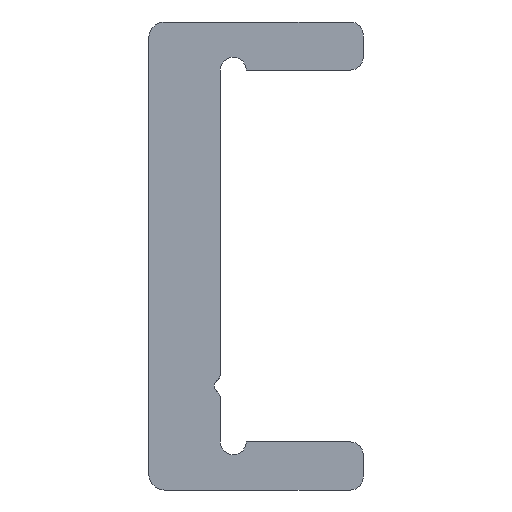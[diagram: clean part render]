
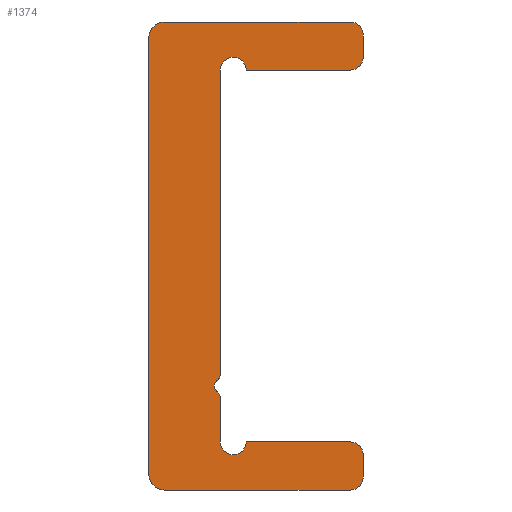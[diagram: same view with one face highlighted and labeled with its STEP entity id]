
A CAD part, left-side view. The second image highlights one B-rep face of the part: STEP entity #1374.
In plain terms, the highlighted planar face has unit normal (-1, 0, 0).
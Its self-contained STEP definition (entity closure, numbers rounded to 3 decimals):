
#602=CARTESIAN_POINT('',(0.0,1.375,-4.567));
#603=VERTEX_POINT('',#602);
#610=CARTESIAN_POINT('',(0.0,1.5,-4.783));
#611=VERTEX_POINT('',#610);
#612=CARTESIAN_POINT('',(0.0,1.625,-4.567));
#613=DIRECTION('',(1.0,0.0,0.0));
#614=DIRECTION('',(0.0,-1.0,0.0));
#615=AXIS2_PLACEMENT_3D('',#612,#613,#614);
#616=CIRCLE('',#615,0.25);
#617=EDGE_CURVE('',#603,#611,#616,.T.);
#727=CARTESIAN_POINT('',(0.0,1.375,7.15));
#728=VERTEX_POINT('',#727);
#735=CARTESIAN_POINT('',(0.0,1.375,7.15));
#736=DIRECTION('',(0.0,0.0,-1.0));
#737=VECTOR('',#736,11.717);
#738=LINE('',#735,#737);
#739=EDGE_CURVE('',#728,#603,#738,.T.);
#773=CARTESIAN_POINT('',(0.0,-4.125,-8.5));
#774=VERTEX_POINT('',#773);
#781=CARTESIAN_POINT('',(0.0,-3.625,-9.0));
#782=VERTEX_POINT('',#781);
#783=CARTESIAN_POINT('',(0.0,-3.625,-8.5));
#784=DIRECTION('',(1.0,0.0,0.0));
#785=DIRECTION('',(0.0,-1.0,0.0));
#786=AXIS2_PLACEMENT_3D('',#783,#784,#785);
#787=CIRCLE('',#786,0.5);
#788=EDGE_CURVE('',#774,#782,#787,.T.);
#812=CARTESIAN_POINT('',(0.0,-4.125,-7.65));
#813=VERTEX_POINT('',#812);
#820=CARTESIAN_POINT('',(0.0,-4.125,-7.65));
#821=DIRECTION('',(0.0,0.0,-1.0));
#822=VECTOR('',#821,0.85);
#823=LINE('',#820,#822);
#824=EDGE_CURVE('',#813,#774,#823,.T.);
#844=CARTESIAN_POINT('',(0.0,-3.625,-7.15));
#845=VERTEX_POINT('',#844);
#852=CARTESIAN_POINT('',(0.0,-3.625,-7.65));
#853=DIRECTION('',(1.0,0.0,0.0));
#854=DIRECTION('',(0.0,0.0,1.0));
#855=AXIS2_PLACEMENT_3D('',#852,#853,#854);
#856=CIRCLE('',#855,0.5);
#857=EDGE_CURVE('',#845,#813,#856,.T.);
#876=CARTESIAN_POINT('',(0.0,0.375,-7.15));
#877=VERTEX_POINT('',#876);
#884=CARTESIAN_POINT('',(0.0,0.375,-7.15));
#885=DIRECTION('',(0.0,-1.0,0.0));
#886=VECTOR('',#885,4.);
#887=LINE('',#884,#886);
#888=EDGE_CURVE('',#877,#845,#887,.T.);
#908=CARTESIAN_POINT('',(0.0,1.375,-7.15));
#909=VERTEX_POINT('',#908);
#916=CARTESIAN_POINT('',(0.0,0.875,-7.15));
#917=DIRECTION('',(-1.0,0.0,0.0));
#918=DIRECTION('',(0.0,1.,0.));
#919=AXIS2_PLACEMENT_3D('',#916,#917,#918);
#920=CIRCLE('',#919,0.5);
#921=EDGE_CURVE('',#909,#877,#920,.T.);
#940=CARTESIAN_POINT('',(0.0,1.375,-5.433));
#941=VERTEX_POINT('',#940);
#948=CARTESIAN_POINT('',(0.0,1.375,-5.433));
#949=DIRECTION('',(0.0,0.0,-1.0));
#950=VECTOR('',#949,1.717);
#951=LINE('',#948,#950);
#952=EDGE_CURVE('',#941,#909,#951,.T.);
#972=CARTESIAN_POINT('',(0.0,1.5,-5.217));
#973=VERTEX_POINT('',#972);
#980=CARTESIAN_POINT('',(0.0,1.625,-5.433));
#981=DIRECTION('',(1.0,0.0,0.0));
#982=DIRECTION('',(0.0,-0.5,0.866));
#983=AXIS2_PLACEMENT_3D('',#980,#981,#982);
#984=CIRCLE('',#983,0.25);
#985=EDGE_CURVE('',#973,#941,#984,.T.);
#1004=CARTESIAN_POINT('',(0.0,1.375,-5.0));
#1005=DIRECTION('',(-1.0,0.0,0.0));
#1006=DIRECTION('',(0.0,-0.5,0.866));
#1007=AXIS2_PLACEMENT_3D('',#1004,#1005,#1006);
#1008=CIRCLE('',#1007,0.25);
#1009=EDGE_CURVE('',#611,#973,#1008,.T.);
#1029=CARTESIAN_POINT('',(0.0,0.375,7.15));
#1030=VERTEX_POINT('',#1029);
#1037=CARTESIAN_POINT('',(0.0,0.875,7.15));
#1038=DIRECTION('',(-1.0,0.0,0.0));
#1039=DIRECTION('',(0.0,-1.0,0.0));
#1040=AXIS2_PLACEMENT_3D('',#1037,#1038,#1039);
#1041=CIRCLE('',#1040,0.5);
#1042=EDGE_CURVE('',#1030,#728,#1041,.T.);
#1061=CARTESIAN_POINT('',(0.0,-3.625,7.15));
#1062=VERTEX_POINT('',#1061);
#1069=CARTESIAN_POINT('',(0.0,-3.625,7.15));
#1070=DIRECTION('',(0.0,1.0,0.0));
#1071=VECTOR('',#1070,4.0);
#1072=LINE('',#1069,#1071);
#1073=EDGE_CURVE('',#1062,#1030,#1072,.T.);
#1093=CARTESIAN_POINT('',(0.0,-4.125,7.65));
#1094=VERTEX_POINT('',#1093);
#1101=CARTESIAN_POINT('',(0.0,-3.625,7.65));
#1102=DIRECTION('',(1.0,0.0,0.0));
#1103=DIRECTION('',(0.0,-1.0,0.0));
#1104=AXIS2_PLACEMENT_3D('',#1101,#1102,#1103);
#1105=CIRCLE('',#1104,0.5);
#1106=EDGE_CURVE('',#1094,#1062,#1105,.T.);
#1125=CARTESIAN_POINT('',(0.0,-4.125,8.5));
#1126=VERTEX_POINT('',#1125);
#1133=CARTESIAN_POINT('',(0.0,-4.125,8.5));
#1134=DIRECTION('',(0.0,0.0,-1.0));
#1135=VECTOR('',#1134,0.85);
#1136=LINE('',#1133,#1135);
#1137=EDGE_CURVE('',#1126,#1094,#1136,.T.);
#1157=CARTESIAN_POINT('',(0.0,-3.625,9.0));
#1158=VERTEX_POINT('',#1157);
#1165=CARTESIAN_POINT('',(0.0,-3.625,8.5));
#1166=DIRECTION('',(1.0,0.0,0.0));
#1167=DIRECTION('',(0.0,0.0,1.0));
#1168=AXIS2_PLACEMENT_3D('',#1165,#1166,#1167);
#1169=CIRCLE('',#1168,0.5);
#1170=EDGE_CURVE('',#1158,#1126,#1169,.T.);
#1189=CARTESIAN_POINT('',(0.0,3.525,9.0));
#1190=VERTEX_POINT('',#1189);
#1197=CARTESIAN_POINT('',(0.0,3.525,9.0));
#1198=DIRECTION('',(0.0,-1.0,0.0));
#1199=VECTOR('',#1198,7.15);
#1200=LINE('',#1197,#1199);
#1201=EDGE_CURVE('',#1190,#1158,#1200,.T.);
#1221=CARTESIAN_POINT('',(0.0,4.125,8.4));
#1222=VERTEX_POINT('',#1221);
#1229=CARTESIAN_POINT('',(0.0,3.525,8.4));
#1230=DIRECTION('',(1.0,0.0,0.0));
#1231=DIRECTION('',(0.0,1.0,0.0));
#1232=AXIS2_PLACEMENT_3D('',#1229,#1230,#1231);
#1233=CIRCLE('',#1232,0.6);
#1234=EDGE_CURVE('',#1222,#1190,#1233,.T.);
#1253=CARTESIAN_POINT('',(0.0,4.125,-8.4));
#1254=VERTEX_POINT('',#1253);
#1261=CARTESIAN_POINT('',(0.0,4.125,-8.4));
#1262=DIRECTION('',(0.0,0.0,1.0));
#1263=VECTOR('',#1262,16.8);
#1264=LINE('',#1261,#1263);
#1265=EDGE_CURVE('',#1254,#1222,#1264,.T.);
#1306=CARTESIAN_POINT('',(0.0,3.525,-9.0));
#1307=VERTEX_POINT('',#1306);
#1314=CARTESIAN_POINT('',(0.0,3.525,-8.4));
#1315=DIRECTION('',(1.0,0.0,0.0));
#1316=DIRECTION('',(0.0,0.0,-1.0));
#1317=AXIS2_PLACEMENT_3D('',#1314,#1315,#1316);
#1318=CIRCLE('',#1317,0.6);
#1319=EDGE_CURVE('',#1307,#1254,#1318,.T.);
#1337=CARTESIAN_POINT('',(0.0,-3.625,-9.0));
#1338=DIRECTION('',(0.0,1.0,0.0));
#1339=VECTOR('',#1338,7.15);
#1340=LINE('',#1337,#1339);
#1341=EDGE_CURVE('',#782,#1307,#1340,.T.);
#1347=CARTESIAN_POINT('',(0.0,1.046,-0.014));
#1348=DIRECTION('',(1.0,0.0,0.0));
#1349=DIRECTION('',(0.0,0.0,-1.0));
#1350=AXIS2_PLACEMENT_3D('',#1347,#1348,#1349);
#1351=PLANE('',#1350);
#1352=ORIENTED_EDGE('',*,*,#1341,.F.);
#1353=ORIENTED_EDGE('',*,*,#788,.F.);
#1354=ORIENTED_EDGE('',*,*,#824,.F.);
#1355=ORIENTED_EDGE('',*,*,#857,.F.);
#1356=ORIENTED_EDGE('',*,*,#888,.F.);
#1357=ORIENTED_EDGE('',*,*,#921,.F.);
#1358=ORIENTED_EDGE('',*,*,#952,.F.);
#1359=ORIENTED_EDGE('',*,*,#985,.F.);
#1360=ORIENTED_EDGE('',*,*,#1009,.F.);
#1361=ORIENTED_EDGE('',*,*,#617,.F.);
#1362=ORIENTED_EDGE('',*,*,#739,.F.);
#1363=ORIENTED_EDGE('',*,*,#1042,.F.);
#1364=ORIENTED_EDGE('',*,*,#1073,.F.);
#1365=ORIENTED_EDGE('',*,*,#1106,.F.);
#1366=ORIENTED_EDGE('',*,*,#1137,.F.);
#1367=ORIENTED_EDGE('',*,*,#1170,.F.);
#1368=ORIENTED_EDGE('',*,*,#1201,.F.);
#1369=ORIENTED_EDGE('',*,*,#1234,.F.);
#1370=ORIENTED_EDGE('',*,*,#1265,.F.);
#1371=ORIENTED_EDGE('',*,*,#1319,.F.);
#1372=EDGE_LOOP('',(#1352,#1353,#1354,#1355,#1356,#1357,#1358,#1359,#1360,#1361,#1362,#1363,#1364,#1365,#1366,#1367,#1368,#1369,#1370,#1371));
#1373=FACE_OUTER_BOUND('',#1372,.T.);
#1374=ADVANCED_FACE('',(#1373),#1351,.F.);
